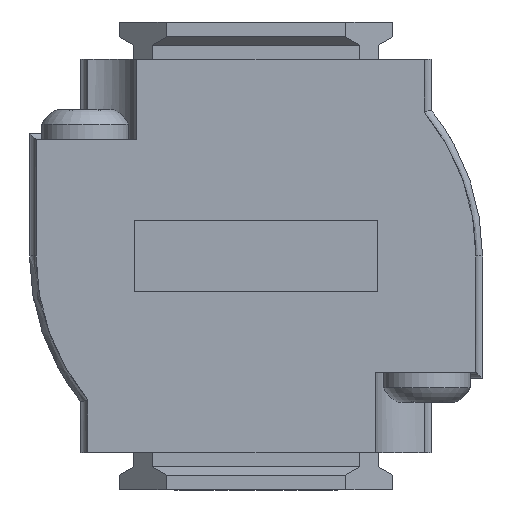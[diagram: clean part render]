
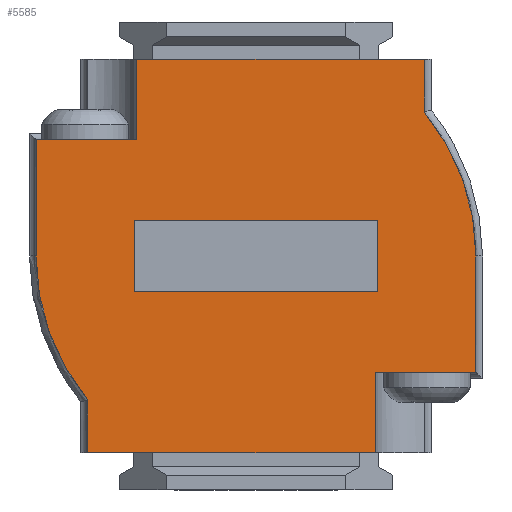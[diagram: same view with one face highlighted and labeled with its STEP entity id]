
A CAD part, front view. The second image highlights one B-rep face of the part: STEP entity #5585.
In plain terms, the highlighted face is planar.
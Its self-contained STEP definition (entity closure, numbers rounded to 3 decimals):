
#8 = DIRECTION ( 'NONE',  ( 1., 0., 0. ) ) ;
#131 = EDGE_CURVE ( 'NONE', #5964, #910, #485, .T. ) ;
#160 = CARTESIAN_POINT ( 'NONE',  ( 23.5, 610., -19. ) ) ;
#187 = ORIENTED_EDGE ( 'NONE', *, *, #3508, .F. ) ;
#220 = DIRECTION ( 'NONE',  ( 0., -1., 0. ) ) ;
#239 = CARTESIAN_POINT ( 'NONE',  ( -24.44, 597.6, -19. ) ) ;
#322 = DIRECTION ( 'NONE',  ( 1., 0., 0. ) ) ;
#451 = CARTESIAN_POINT ( 'NONE',  ( -23.5, 610., -19. ) ) ;
#472 = CARTESIAN_POINT ( 'NONE',  ( -18., 631., -19. ) ) ;
#473 = CARTESIAN_POINT ( 'NONE',  ( -12.75, 597.6, -19. ) ) ;
#485 = LINE ( 'NONE', #5936, #5413 ) ;
#498 = DIRECTION ( 'NONE',  ( -1., 0., 0. ) ) ;
#572 = EDGE_CURVE ( 'NONE', #6668, #6086, #1238, .T. ) ;
#588 = VECTOR ( 'NONE', #322, 1000. ) ;
#669 = CARTESIAN_POINT ( 'NONE',  ( -24.44, 631., -19. ) ) ;
#709 = AXIS2_PLACEMENT_3D ( 'NONE', #6525, #7247, #8 ) ;
#741 = VECTOR ( 'NONE', #5450, 1000. ) ;
#776 = LINE ( 'NONE', #5624, #5593 ) ;
#787 = CARTESIAN_POINT ( 'NONE',  ( 0.7, 610., -19. ) ) ;
#822 = DIRECTION ( 'NONE',  ( 1., 0., 0. ) ) ;
#827 = DIRECTION ( 'NONE',  ( 0., -1., 0. ) ) ;
#829 = VECTOR ( 'NONE', #3486, 1000. ) ;
#910 = VERTEX_POINT ( 'NONE', #4555 ) ;
#915 = EDGE_CURVE ( 'NONE', #3219, #2886, #2255, .T. ) ;
#932 = CARTESIAN_POINT ( 'NONE',  ( 18., 589., -19. ) ) ;
#1011 = CARTESIAN_POINT ( 'NONE',  ( -24.44, 607.7, -19. ) ) ;
#1238 = LINE ( 'NONE', #2565, #7443 ) ;
#1353 = VECTOR ( 'NONE', #6399, 1000. ) ;
#1447 = CARTESIAN_POINT ( 'NONE',  ( -23.5, 597.6, -19. ) ) ;
#1569 = LINE ( 'NONE', #7588, #1353 ) ;
#1611 = CARTESIAN_POINT ( 'NONE',  ( -24.44, 588.16, -19. ) ) ;
#1725 = LINE ( 'NONE', #1011, #5976 ) ;
#1748 = ORIENTED_EDGE ( 'NONE', *, *, #572, .F. ) ;
#1857 = CARTESIAN_POINT ( 'NONE',  ( -18., 625.361, -19. ) ) ;
#1884 = ORIENTED_EDGE ( 'NONE', *, *, #7844, .F. ) ;
#1976 = EDGE_LOOP ( 'NONE', ( #6267, #4716, #3126, #2764 ) ) ;
#2010 = LINE ( 'NONE', #239, #4647 ) ;
#2029 = LINE ( 'NONE', #6127, #7073 ) ;
#2031 = CARTESIAN_POINT ( 'NONE',  ( -12.985, 612.3, -19. ) ) ;
#2128 = ORIENTED_EDGE ( 'NONE', *, *, #915, .F. ) ;
#2204 = EDGE_CURVE ( 'NONE', #3807, #7746, #7828, .T. ) ;
#2211 = VERTEX_POINT ( 'NONE', #3039 ) ;
#2224 = FACE_OUTER_BOUND ( 'NONE', #5364, .T. ) ;
#2238 = CARTESIAN_POINT ( 'NONE',  ( -12.75, 589., -19. ) ) ;
#2254 = VERTEX_POINT ( 'NONE', #472 ) ;
#2255 = LINE ( 'NONE', #5137, #588 ) ;
#2266 = VERTEX_POINT ( 'NONE', #2323 ) ;
#2303 = CARTESIAN_POINT ( 'NONE',  ( 12.75, 622.4, -19. ) ) ;
#2310 = VECTOR ( 'NONE', #2595, 1000. ) ;
#2323 = CARTESIAN_POINT ( 'NONE',  ( -12.985, 607.7, -19. ) ) ;
#2373 = DIRECTION ( 'NONE',  ( 0., -1., 0. ) ) ;
#2385 = CIRCLE ( 'NONE', #709, 24.2 ) ;
#2565 = CARTESIAN_POINT ( 'NONE',  ( 23.5, 588.16, -19. ) ) ;
#2595 = DIRECTION ( 'NONE',  ( -1., 0., 0. ) ) ;
#2667 = VECTOR ( 'NONE', #498, 1000. ) ;
#2677 = EDGE_CURVE ( 'NONE', #910, #4306, #5950, .T. ) ;
#2707 = DIRECTION ( 'NONE',  ( 0., 0., 1. ) ) ;
#2764 = ORIENTED_EDGE ( 'NONE', *, *, #2677, .T. ) ;
#2788 = ORIENTED_EDGE ( 'NONE', *, *, #6336, .F. ) ;
#2886 = VERTEX_POINT ( 'NONE', #932 ) ;
#2975 = VERTEX_POINT ( 'NONE', #451 ) ;
#2995 = CIRCLE ( 'NONE', #7168, 24.2 ) ;
#3039 = CARTESIAN_POINT ( 'NONE',  ( 18., 594.639, -19. ) ) ;
#3126 = ORIENTED_EDGE ( 'NONE', *, *, #131, .T. ) ;
#3219 = VERTEX_POINT ( 'NONE', #2238 ) ;
#3264 = CARTESIAN_POINT ( 'NONE',  ( -23.5, 588.16, -19. ) ) ;
#3266 = VERTEX_POINT ( 'NONE', #473 ) ;
#3340 = LINE ( 'NONE', #3264, #7625 ) ;
#3389 = CARTESIAN_POINT ( 'NONE',  ( 23.5, 622.4, -19. ) ) ;
#3412 = EDGE_CURVE ( 'NONE', #7746, #2254, #3822, .T. ) ;
#3464 = ORIENTED_EDGE ( 'NONE', *, *, #6760, .F. ) ;
#3486 = DIRECTION ( 'NONE',  ( 0., 1., 0. ) ) ;
#3508 = EDGE_CURVE ( 'NONE', #2975, #6402, #3340, .T. ) ;
#3574 = DIRECTION ( 'NONE',  ( 0., 0., 1. ) ) ;
#3618 = EDGE_CURVE ( 'NONE', #2254, #5340, #776, .T. ) ;
#3697 = DIRECTION ( 'NONE',  ( 0., -1., 0. ) ) ;
#3769 = EDGE_CURVE ( 'NONE', #2266, #5964, #1725, .T. ) ;
#3775 = ORIENTED_EDGE ( 'NONE', *, *, #7873, .F. ) ;
#3807 = VERTEX_POINT ( 'NONE', #2303 ) ;
#3822 = LINE ( 'NONE', #669, #2310 ) ;
#4051 = ORIENTED_EDGE ( 'NONE', *, *, #3412, .F. ) ;
#4094 = VECTOR ( 'NONE', #2373, 1000. ) ;
#4189 = DIRECTION ( 'NONE',  ( 0., 1., 0. ) ) ;
#4306 = VERTEX_POINT ( 'NONE', #2031 ) ;
#4555 = CARTESIAN_POINT ( 'NONE',  ( 12.985, 612.3, -19. ) ) ;
#4630 = CARTESIAN_POINT ( 'NONE',  ( 18., 588.16, -19. ) ) ;
#4647 = VECTOR ( 'NONE', #5580, 1000. ) ;
#4716 = ORIENTED_EDGE ( 'NONE', *, *, #3769, .T. ) ;
#4721 = ORIENTED_EDGE ( 'NONE', *, *, #6997, .F. ) ;
#4748 = AXIS2_PLACEMENT_3D ( 'NONE', #1611, #3574, #5945 ) ;
#4795 = CARTESIAN_POINT ( 'NONE',  ( -24.44, 612.3, -19. ) ) ;
#4948 = EDGE_CURVE ( 'NONE', #4306, #2266, #5285, .T. ) ;
#5137 = CARTESIAN_POINT ( 'NONE',  ( -24.44, 589., -19. ) ) ;
#5276 = CARTESIAN_POINT ( 'NONE',  ( 12.75, 588.16, -19. ) ) ;
#5285 = LINE ( 'NONE', #7727, #4094 ) ;
#5340 = VERTEX_POINT ( 'NONE', #1857 ) ;
#5345 = LINE ( 'NONE', #4630, #829 ) ;
#5364 = EDGE_LOOP ( 'NONE', ( #3464, #2128, #1884, #7867, #187, #2788, #7339, #4051, #7242, #3775, #1748, #4721 ) ) ;
#5413 = VECTOR ( 'NONE', #4189, 1000. ) ;
#5450 = DIRECTION ( 'NONE',  ( 0., 1., 0. ) ) ;
#5510 = CARTESIAN_POINT ( 'NONE',  ( 12.985, 607.7, -19. ) ) ;
#5580 = DIRECTION ( 'NONE',  ( 1., 0., 0. ) ) ;
#5585 = ADVANCED_FACE ( 'NONE', ( #6474, #2224 ), #7747, .F. ) ;
#5593 = VECTOR ( 'NONE', #3697, 1000. ) ;
#5624 = CARTESIAN_POINT ( 'NONE',  ( -18., 588.16, -19. ) ) ;
#5936 = CARTESIAN_POINT ( 'NONE',  ( 12.985, 588.16, -19. ) ) ;
#5945 = DIRECTION ( 'NONE',  ( 1., 0., 0. ) ) ;
#5950 = LINE ( 'NONE', #4795, #2667 ) ;
#5964 = VERTEX_POINT ( 'NONE', #5510 ) ;
#5976 = VECTOR ( 'NONE', #7742, 1000. ) ;
#6086 = VERTEX_POINT ( 'NONE', #3389 ) ;
#6093 = DIRECTION ( 'NONE',  ( 0., 1., 0. ) ) ;
#6127 = CARTESIAN_POINT ( 'NONE',  ( -12.75, 588.16, -19. ) ) ;
#6267 = ORIENTED_EDGE ( 'NONE', *, *, #4948, .T. ) ;
#6336 = EDGE_CURVE ( 'NONE', #5340, #2975, #2995, .T. ) ;
#6399 = DIRECTION ( 'NONE',  ( -1., 0., 0. ) ) ;
#6402 = VERTEX_POINT ( 'NONE', #1447 ) ;
#6474 = FACE_BOUND ( 'NONE', #1976, .T. ) ;
#6525 = CARTESIAN_POINT ( 'NONE',  ( -0.7, 610., -19. ) ) ;
#6668 = VERTEX_POINT ( 'NONE', #160 ) ;
#6751 = CARTESIAN_POINT ( 'NONE',  ( 12.75, 631., -19. ) ) ;
#6760 = EDGE_CURVE ( 'NONE', #2886, #2211, #5345, .T. ) ;
#6997 = EDGE_CURVE ( 'NONE', #2211, #6668, #2385, .T. ) ;
#7073 = VECTOR ( 'NONE', #827, 1000. ) ;
#7168 = AXIS2_PLACEMENT_3D ( 'NONE', #787, #2707, #822 ) ;
#7242 = ORIENTED_EDGE ( 'NONE', *, *, #2204, .F. ) ;
#7247 = DIRECTION ( 'NONE',  ( 0., 0., 1. ) ) ;
#7256 = EDGE_CURVE ( 'NONE', #6402, #3266, #2010, .T. ) ;
#7339 = ORIENTED_EDGE ( 'NONE', *, *, #3618, .F. ) ;
#7443 = VECTOR ( 'NONE', #6093, 1000. ) ;
#7588 = CARTESIAN_POINT ( 'NONE',  ( -24.44, 622.4, -19. ) ) ;
#7625 = VECTOR ( 'NONE', #220, 1000. ) ;
#7727 = CARTESIAN_POINT ( 'NONE',  ( -12.985, 588.16, -19. ) ) ;
#7742 = DIRECTION ( 'NONE',  ( 1., 0., 0. ) ) ;
#7746 = VERTEX_POINT ( 'NONE', #6751 ) ;
#7747 = PLANE ( 'NONE',  #4748 ) ;
#7828 = LINE ( 'NONE', #5276, #741 ) ;
#7844 = EDGE_CURVE ( 'NONE', #3266, #3219, #2029, .T. ) ;
#7867 = ORIENTED_EDGE ( 'NONE', *, *, #7256, .F. ) ;
#7873 = EDGE_CURVE ( 'NONE', #6086, #3807, #1569, .T. ) ;
